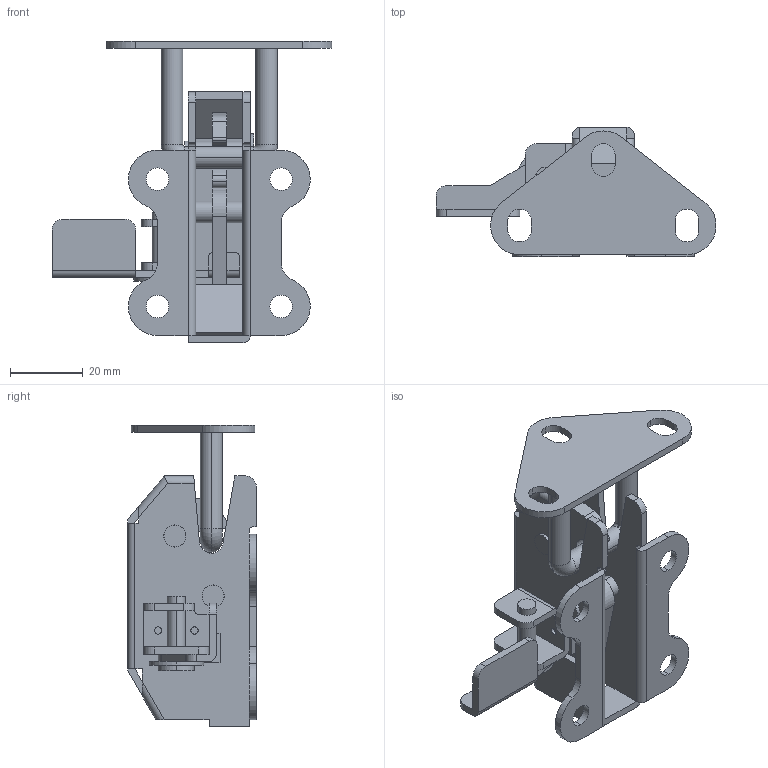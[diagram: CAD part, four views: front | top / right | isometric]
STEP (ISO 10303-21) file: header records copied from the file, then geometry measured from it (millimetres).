
FILE_DESCRIPTION (( 'STEP AP203' ), '1' );
FILE_NAME ('C-1450-3-L.STEP', '2017-10-19T05:21:46', ( '' ), ( '' ), 'SwSTEP 2.0', 'SolidWorks 2014', '' );
FILE_SCHEMA (( 'CONFIG_CONTROL_DESIGN' ));
Length unit declared in the file: millimetre
Products named in the file (9): C-1450-3僔儍僼僩1_; C-1450-3_レバー; C-1450-3カム1_; C-1450-3受け金具_; C-1450-3_レバー台座; C-1450-3カム2_; C-1450-3_ケース; C-1450-3-L; C-1450-3_ピン
Assembly tree (9 placements, depth 2):
  C-1450-3-L
    C-1450-3_ケース
    C-1450-3_レバー
    C-1450-3_レバー台座
    C-1450-3_ピン
    C-1450-3カム1_
    C-1450-3カム2_
    C-1450-3僔儍僼僩1_  x2
    C-1450-3受け金具_
Bounding box: 76.97 x 35.4 x 83 mm (x, y, z)
Volume: 23962.7 mm3; surface area: 25275.8 mm2
Topology: 9 solids, 9 shells, 265 faces, 699 edges, 450 vertices
Faces by surface type: plane 131, cylinder 130, torus 4
Entity records: 9126 total; most frequent: DIRECTION 1465, CARTESIAN_POINT 1429, ORIENTED_EDGE 1374, EDGE_CURVE 687, AXIS2_PLACEMENT_3D 518, VERTEX_POINT 442, VECTOR 429, LINE 429
